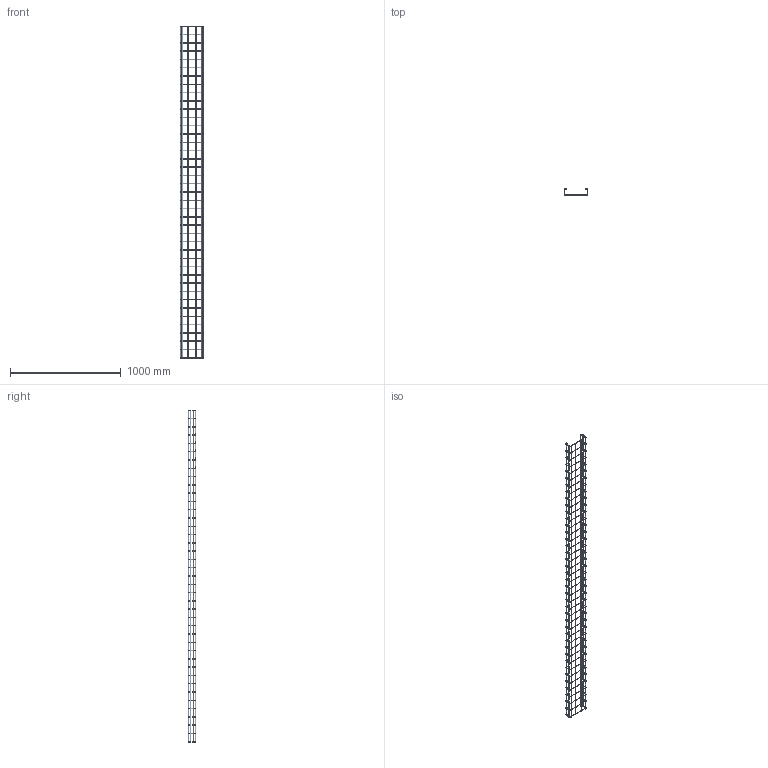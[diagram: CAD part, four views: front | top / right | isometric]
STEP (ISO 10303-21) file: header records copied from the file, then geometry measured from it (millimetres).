
FILE_DESCRIPTION (( 'STEP AP214' ), '1' );
FILE_NAME ('6016251.stp', '2023-05-16T07:30:51', ( '' ), ( '' ), 'SwSTEP 2.0', 'SolidWorks 2022', '' );
FILE_SCHEMA (( 'AUTOMOTIVE_DESIGN' ));
Length unit declared in the file: millimetre
Products named in the file (1): 6016251
Bounding box: 216.6 x 66.6 x 3004.4 mm (x, y, z)
Volume: 663304 mm3; surface area: 599775.3 mm2
Topology: 1 solids, 1 shells, 481 faces, 1631 edges, 1088 vertices
Faces by surface type: cylinder 215, torus 164, plane 102
Full cylindrical faces by diameter (mm): 4.4 x215
Entity records: 32892 total; most frequent: CARTESIAN_POINT 21924, ORIENTED_EDGE 1680, EDGE_LOOP 1680, DIRECTION 1660, FACE_OUTER_BOUND 860, VERTEX_POINT 840, EDGE_CURVE 840, AXIS2_PLACEMENT_3D 830
